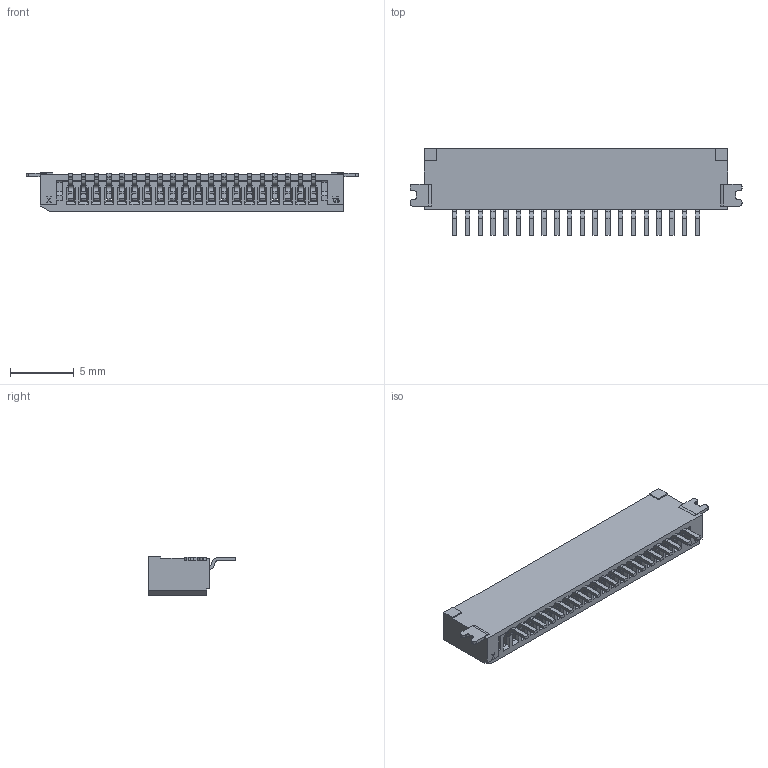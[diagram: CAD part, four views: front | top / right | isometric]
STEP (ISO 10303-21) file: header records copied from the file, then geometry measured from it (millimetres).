
FILE_DESCRIPTION (( 'STEP AP214' ), '1' );
FILE_NAME ('F519-1A7A1-11020-E200.STEP', '2021-01-05T09:37:44', ( '' ), ( '' ), 'SwSTEP 2.0', 'SolidWorks 2020', '' );
FILE_SCHEMA (( 'AUTOMOTIVE_DESIGN' ));
Length unit declared in the file: millimetre
Products named in the file (1): F519-1A7A1-11020-E200
Bounding box: 26 x 6.8 x 3 mm (x, y, z)
Volume: 245.6 mm3; surface area: 882.6 mm2
Topology: 1 solids, 3 shells, 1419 faces, 3828 edges, 2453 vertices
Faces by surface type: plane 837, cylinder 401, torus 120, bspline 61
Entity records: 47883 total; most frequent: CARTESIAN_POINT 12505, ORIENTED_EDGE 7656, DIRECTION 7009, EDGE_CURVE 3828, VECTOR 2531, LINE 2531, VERTEX_POINT 2453, AXIS2_PLACEMENT_3D 2239
